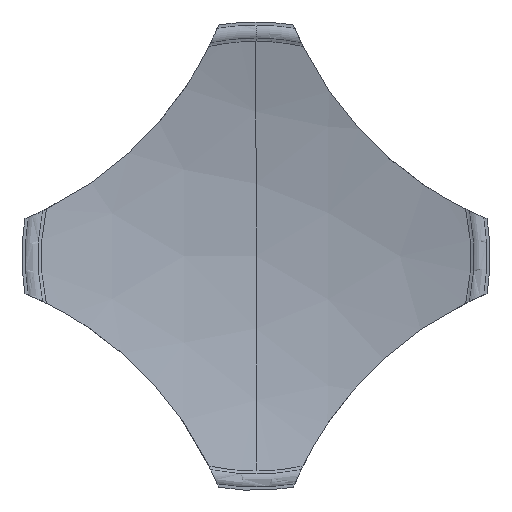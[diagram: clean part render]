
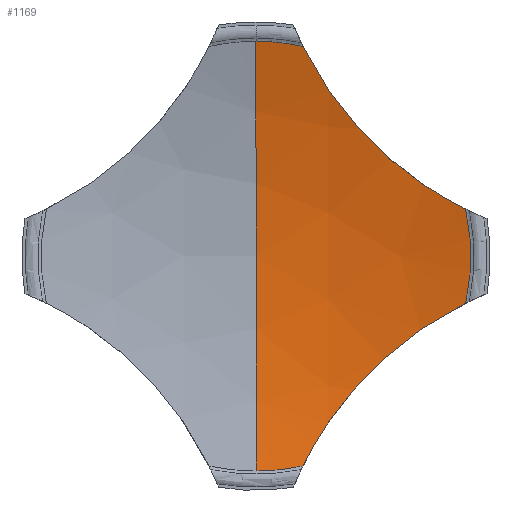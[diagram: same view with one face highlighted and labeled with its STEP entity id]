
A CAD part, front view. The second image highlights one B-rep face of the part: STEP entity #1169.
In plain terms, the highlighted spherical face has radius 20.976 mm.
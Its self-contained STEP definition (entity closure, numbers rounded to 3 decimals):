
#15 = DIRECTION ( 'NONE',  ( 0., 0., -1. ) ) ;
#16 = EDGE_CURVE ( 'NONE', #133, #1359, #1242, .T. ) ;
#22 = ORIENTED_EDGE ( 'NONE', *, *, #147, .F. ) ;
#63 = CARTESIAN_POINT ( 'NONE',  ( 0., -20.976, 0. ) ) ;
#66 = DIRECTION ( 'NONE',  ( 0., 1., 0. ) ) ;
#76 = CARTESIAN_POINT ( 'NONE',  ( 5.462, -0.761, 1.227 ) ) ;
#79 = ORIENTED_EDGE ( 'NONE', *, *, #829, .F. ) ;
#91 = AXIS2_PLACEMENT_3D ( 'NONE', #590, #471, #15 ) ;
#103 = CARTESIAN_POINT ( 'NONE',  ( 2.302, -0.459, -3.742 ) ) ;
#105 = ORIENTED_EDGE ( 'NONE', *, *, #387, .T. ) ;
#118 = FACE_OUTER_BOUND ( 'NONE', #1191, .T. ) ;
#133 = VERTEX_POINT ( 'NONE', #544 ) ;
#147 = EDGE_CURVE ( 'NONE', #1359, #524, #1450, .T. ) ;
#187 = AXIS2_PLACEMENT_3D ( 'NONE', #1091, #1332, #403 ) ;
#197 = CARTESIAN_POINT ( 'NONE',  ( 1.449, -0.652, 5.009 ) ) ;
#205 = CARTESIAN_POINT ( 'NONE',  ( 3.174, -0.431, -2.81 ) ) ;
#210 = CIRCLE ( 'NONE', #922, 20.976 ) ;
#211 = VERTEX_POINT ( 'NONE', #730 ) ;
#230 = CARTESIAN_POINT ( 'NONE',  ( 4.576, -0.57, -1.707 ) ) ;
#233 = AXIS2_PLACEMENT_3D ( 'NONE', #776, #885, #649 ) ;
#244 = CARTESIAN_POINT ( 'NONE',  ( 0., -0.761, -5.598 ) ) ;
#265 = AXIS2_PLACEMENT_3D ( 'NONE', #914, #1263, #1398 ) ;
#287 = AXIS2_PLACEMENT_3D ( 'NONE', #1119, #66, #754 ) ;
#301 = ORIENTED_EDGE ( 'NONE', *, *, #1124, .F. ) ;
#312 = CARTESIAN_POINT ( 'NONE',  ( 1.707, -0.57, 4.576 ) ) ;
#320 = CARTESIAN_POINT ( 'NONE',  ( 5.009, -0.652, -1.449 ) ) ;
#325 = SPHERICAL_SURFACE ( 'NONE', #265, 20.976 ) ;
#334 = CARTESIAN_POINT ( 'NONE',  ( 1.227, -0.761, -5.462 ) ) ;
#387 = EDGE_CURVE ( 'NONE', #211, #1072, #210, .T. ) ;
#403 = DIRECTION ( 'NONE',  ( 0., 0., 1. ) ) ;
#425 = CIRCLE ( 'NONE', #287, 5.598 ) ;
#471 = DIRECTION ( 'NONE',  ( 1., 0., 0. ) ) ;
#524 = VERTEX_POINT ( 'NONE', #794 ) ;
#544 = CARTESIAN_POINT ( 'NONE',  ( 5.462, -0.761, 1.227 ) ) ;
#556 = ORIENTED_EDGE ( 'NONE', *, *, #738, .F. ) ;
#558 = CARTESIAN_POINT ( 'NONE',  ( 2.81, -0.431, 3.174 ) ) ;
#561 = CARTESIAN_POINT ( 'NONE',  ( 1.711, -0.569, -4.569 ) ) ;
#590 = CARTESIAN_POINT ( 'NONE',  ( 0., -20.976, 0. ) ) ;
#649 = DIRECTION ( 'NONE',  ( 0., 0., 1. ) ) ;
#654 = CARTESIAN_POINT ( 'NONE',  ( 5.009, -0.652, 1.449 ) ) ;
#658 = EDGE_CURVE ( 'NONE', #956, #1072, #1073, .T. ) ;
#685 = CARTESIAN_POINT ( 'NONE',  ( 4.569, -0.569, 1.711 ) ) ;
#694 = CARTESIAN_POINT ( 'NONE',  ( 1.449, -0.652, -5.009 ) ) ;
#726 = CIRCLE ( 'NONE', #187, 5.598 ) ;
#730 = CARTESIAN_POINT ( 'NONE',  ( 0., -0.761, 5.598 ) ) ;
#738 = EDGE_CURVE ( 'NONE', #211, #1453, #726, .T. ) ;
#754 = DIRECTION ( 'NONE',  ( 0., 0., 1. ) ) ;
#776 = CARTESIAN_POINT ( 'NONE',  ( 0., -0.761, 0. ) ) ;
#789 = CARTESIAN_POINT ( 'NONE',  ( 3.756, -0.466, -2.304 ) ) ;
#794 = CARTESIAN_POINT ( 'NONE',  ( 1.227, -0.761, -5.462 ) ) ;
#796 = CARTESIAN_POINT ( 'NONE',  ( 3.365, -0.438, -2.635 ) ) ;
#829 = EDGE_CURVE ( 'NONE', #1453, #133, #1412, .T. ) ;
#885 = DIRECTION ( 'NONE',  ( 0., 1., 0. ) ) ;
#906 = CARTESIAN_POINT ( 'NONE',  ( 3.354, -0.431, 2.63 ) ) ;
#908 = CARTESIAN_POINT ( 'NONE',  ( 5.462, -0.761, -1.227 ) ) ;
#914 = CARTESIAN_POINT ( 'NONE',  ( 0., -20.976, 0. ) ) ;
#922 = AXIS2_PLACEMENT_3D ( 'NONE', #63, #1000, #984 ) ;
#956 = VERTEX_POINT ( 'NONE', #244 ) ;
#984 = DIRECTION ( 'NONE',  ( 0., 0., 1. ) ) ;
#1000 = DIRECTION ( 'NONE',  ( -1., 0., 0. ) ) ;
#1006 = CARTESIAN_POINT ( 'NONE',  ( 2.635, -0.438, 3.365 ) ) ;
#1027 = ORIENTED_EDGE ( 'NONE', *, *, #658, .F. ) ;
#1031 = CARTESIAN_POINT ( 'NONE',  ( 2.63, -0.431, -3.354 ) ) ;
#1072 = VERTEX_POINT ( 'NONE', #1466 ) ;
#1073 = CIRCLE ( 'NONE', #91, 20.976 ) ;
#1081 = CARTESIAN_POINT ( 'NONE',  ( 5.462, -0.761, -1.227 ) ) ;
#1091 = CARTESIAN_POINT ( 'NONE',  ( 0., -0.761, 0. ) ) ;
#1104 = ORIENTED_EDGE ( 'NONE', *, *, #16, .F. ) ;
#1110 = CARTESIAN_POINT ( 'NONE',  ( 1.227, -0.761, 5.462 ) ) ;
#1119 = CARTESIAN_POINT ( 'NONE',  ( 0., -0.761, 0. ) ) ;
#1124 = EDGE_CURVE ( 'NONE', #524, #956, #425, .T. ) ;
#1132 = CARTESIAN_POINT ( 'NONE',  ( 2.304, -0.466, 3.756 ) ) ;
#1152 = CARTESIAN_POINT ( 'NONE',  ( 2.148, -0.487, 3.958 ) ) ;
#1169 = ADVANCED_FACE ( 'NONE', ( #118 ), #325, .F. ) ;
#1191 = EDGE_LOOP ( 'NONE', ( #556, #105, #1027, #301, #22, #1104, #79 ) ) ;
#1242 = CIRCLE ( 'NONE', #233, 5.598 ) ;
#1263 = DIRECTION ( 'NONE',  ( -1., 0., 0. ) ) ;
#1332 = DIRECTION ( 'NONE',  ( 0., 1., 0. ) ) ;
#1358 = CARTESIAN_POINT ( 'NONE',  ( 1.227, -0.761, 5.462 ) ) ;
#1359 = VERTEX_POINT ( 'NONE', #1081 ) ;
#1388 = CARTESIAN_POINT ( 'NONE',  ( 3.958, -0.487, -2.148 ) ) ;
#1398 = DIRECTION ( 'NONE',  ( 0., 0., -1. ) ) ;
#1412 = B_SPLINE_CURVE_WITH_KNOTS ( 'NONE', 3,
 ( #1358, #197, #312, #1152, #1132, #1006, #558, #906, #1485, #685, #654, #76 ),
 .UNSPECIFIED., .F., .F.,
 ( 4, 2, 2, 2, 2, 4 ),
 ( 0., 0.002, 0.002, 0.003, 0.005, 0.006 ),
 .UNSPECIFIED. ) ;
#1450 = B_SPLINE_CURVE_WITH_KNOTS ( 'NONE', 3,
 ( #908, #320, #230, #1388, #789, #796, #205, #1031, #103, #561, #694, #334 ),
 .UNSPECIFIED., .F., .F.,
 ( 4, 2, 2, 2, 2, 4 ),
 ( 0., 0.002, 0.002, 0.003, 0.005, 0.006 ),
 .UNSPECIFIED. ) ;
#1453 = VERTEX_POINT ( 'NONE', #1110 ) ;
#1466 = CARTESIAN_POINT ( 'NONE',  ( 0., 0., 0. ) ) ;
#1485 = CARTESIAN_POINT ( 'NONE',  ( 3.742, -0.459, 2.302 ) ) ;
